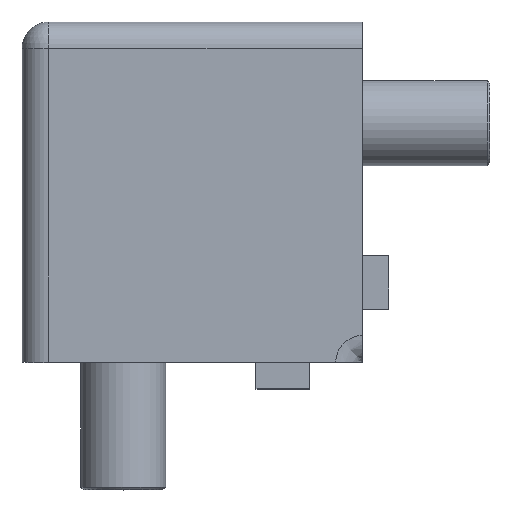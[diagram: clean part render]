
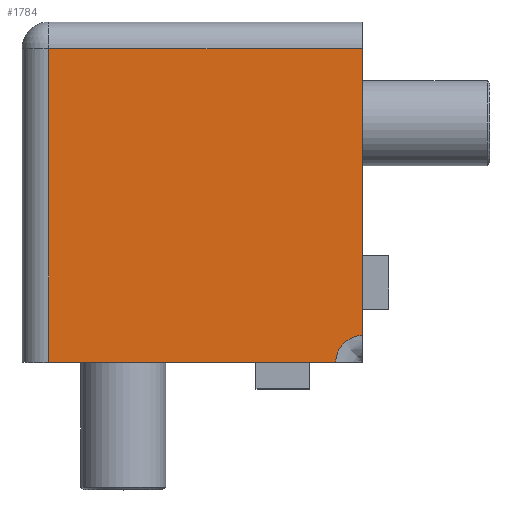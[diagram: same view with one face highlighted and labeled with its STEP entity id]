
A CAD part, top view. The second image highlights one B-rep face of the part: STEP entity #1784.
In plain terms, the highlighted planar face has unit normal (0, 0, 1).
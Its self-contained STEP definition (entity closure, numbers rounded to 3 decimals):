
#58=PLANE('',#1956);
#146=FACE_OUTER_BOUND('',#267,.T.);
#267=EDGE_LOOP('',(#1332,#1333,#1334,#1335,#1336));
#396=LINE('',#2793,#570);
#427=LINE('',#2882,#601);
#436=LINE('',#2904,#610);
#437=LINE('',#2905,#611);
#570=VECTOR('',#2162,1000.);
#601=VECTOR('',#2235,1000.);
#610=VECTOR('',#2252,1000.);
#611=VECTOR('',#2253,1000.);
#758=CIRCLE('',#1957,2.5);
#826=VERTEX_POINT('',#2790);
#827=VERTEX_POINT('',#2792);
#863=VERTEX_POINT('',#2879);
#864=VERTEX_POINT('',#2881);
#873=VERTEX_POINT('',#2903);
#999=EDGE_CURVE('',#827,#826,#396,.T.);
#1045=EDGE_CURVE('',#864,#863,#427,.T.);
#1056=EDGE_CURVE('',#827,#863,#758,.T.);
#1057=EDGE_CURVE('',#826,#873,#436,.T.);
#1058=EDGE_CURVE('',#873,#864,#437,.T.);
#1332=ORIENTED_EDGE('',*,*,#1045,.T.);
#1333=ORIENTED_EDGE('',*,*,#1056,.F.);
#1334=ORIENTED_EDGE('',*,*,#999,.T.);
#1335=ORIENTED_EDGE('',*,*,#1057,.T.);
#1336=ORIENTED_EDGE('',*,*,#1058,.T.);
#1784=ADVANCED_FACE('',(#146),#58,.F.);
#1956=AXIS2_PLACEMENT_3D('',#2901,#2248,#2249);
#1957=AXIS2_PLACEMENT_3D('',#2902,#2250,#2251);
#2162=DIRECTION('',(0.,1.,0.));
#2235=DIRECTION('',(1.,0.,0.));
#2248=DIRECTION('center_axis',(0.,0.,-1.));
#2249=DIRECTION('ref_axis',(-1.,0.,0.));
#2250=DIRECTION('center_axis',(0.,0.,1.));
#2251=DIRECTION('ref_axis',(1.,0.,0.));
#2252=DIRECTION('',(-1.,0.,0.));
#2253=DIRECTION('',(0.,-1.,0.));
#2790=CARTESIAN_POINT('',(16.725,15.552,9.25));
#2792=CARTESIAN_POINT('',(16.725,-11.448,9.25));
#2793=CARTESIAN_POINT('',(16.725,-13.948,9.25));
#2879=CARTESIAN_POINT('',(14.225,-13.948,9.25));
#2881=CARTESIAN_POINT('',(-12.775,-13.948,9.25));
#2882=CARTESIAN_POINT('',(-15.275,-13.948,9.25));
#2901=CARTESIAN_POINT('Origin',(-15.275,18.052,9.25));
#2902=CARTESIAN_POINT('Origin',(16.725,-13.948,9.25));
#2903=CARTESIAN_POINT('',(-12.775,15.552,9.25));
#2904=CARTESIAN_POINT('',(-15.275,15.552,9.25));
#2905=CARTESIAN_POINT('',(-12.775,18.052,9.25));
